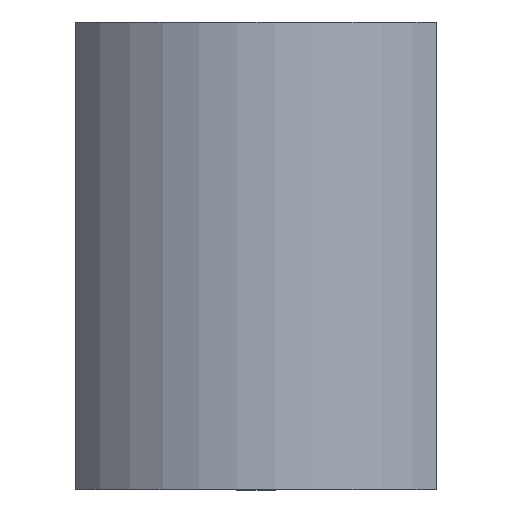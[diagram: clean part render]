
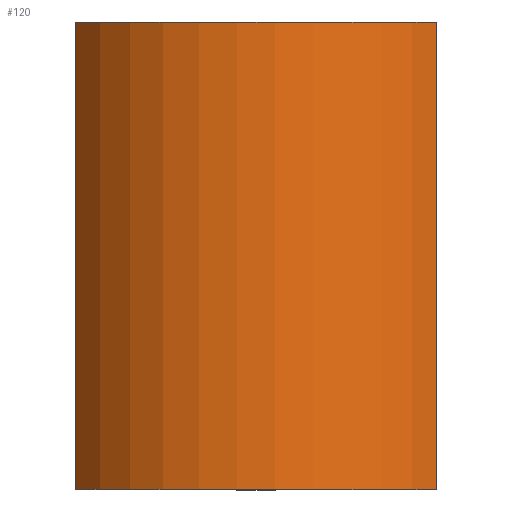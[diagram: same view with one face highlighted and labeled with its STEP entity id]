
A CAD part, top view. The second image highlights one B-rep face of the part: STEP entity #120.
In plain terms, the highlighted cylindrical face has radius 4 mm (diameter 8 mm), a partial arc.
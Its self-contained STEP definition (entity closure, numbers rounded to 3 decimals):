
#22=FACE_OUTER_BOUND('',#29,.T.);
#29=EDGE_LOOP('',(#90,#91,#92,#93));
#38=LINE('',#211,#47);
#39=LINE('',#214,#48);
#47=VECTOR('',#175,10.);
#48=VECTOR('',#178,10.);
#57=CIRCLE('',#153,4.);
#58=CIRCLE('',#154,4.);
#63=VERTEX_POINT('',#207);
#64=VERTEX_POINT('',#208);
#65=VERTEX_POINT('',#210);
#66=VERTEX_POINT('',#212);
#74=EDGE_CURVE('',#63,#64,#57,.T.);
#75=EDGE_CURVE('',#64,#65,#38,.T.);
#76=EDGE_CURVE('',#66,#65,#58,.T.);
#77=EDGE_CURVE('',#63,#66,#39,.T.);
#90=ORIENTED_EDGE('',*,*,#74,.T.);
#91=ORIENTED_EDGE('',*,*,#75,.T.);
#92=ORIENTED_EDGE('',*,*,#76,.F.);
#93=ORIENTED_EDGE('',*,*,#77,.F.);
#117=CYLINDRICAL_SURFACE('',#152,4.);
#120=ADVANCED_FACE('',(#22),#117,.T.);
#152=AXIS2_PLACEMENT_3D('',#206,#171,#172);
#153=AXIS2_PLACEMENT_3D('',#209,#173,#174);
#154=AXIS2_PLACEMENT_3D('',#213,#176,#177);
#171=DIRECTION('center_axis',(0.,1.,0.));
#172=DIRECTION('ref_axis',(-0.845,0.,0.534));
#173=DIRECTION('center_axis',(0.,1.,0.));
#174=DIRECTION('ref_axis',(-0.845,0.,0.534));
#175=DIRECTION('',(0.,1.,0.));
#176=DIRECTION('center_axis',(0.,1.,0.));
#177=DIRECTION('ref_axis',(-0.845,0.,0.534));
#178=DIRECTION('',(0.,1.,0.));
#206=CARTESIAN_POINT('Origin',(0.,0.,0.));
#207=CARTESIAN_POINT('',(-3.25,0.,2.332));
#208=CARTESIAN_POINT('',(3.25,0.,2.332));
#209=CARTESIAN_POINT('Origin',(0.,0.,0.));
#210=CARTESIAN_POINT('',(3.25,8.4,2.332));
#211=CARTESIAN_POINT('',(3.25,0.,2.332));
#212=CARTESIAN_POINT('',(-3.25,8.4,2.332));
#213=CARTESIAN_POINT('Origin',(0.,8.4,0.));
#214=CARTESIAN_POINT('',(-3.25,0.,2.332));
